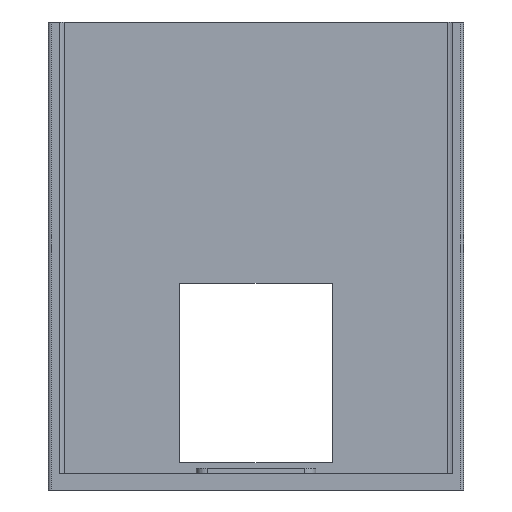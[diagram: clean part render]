
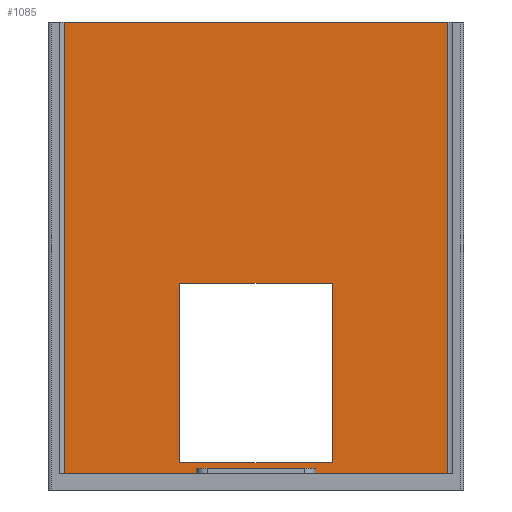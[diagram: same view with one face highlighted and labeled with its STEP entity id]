
A CAD part, front view. The second image highlights one B-rep face of the part: STEP entity #1085.
In plain terms, the highlighted planar face has unit normal (0, -1, 0).
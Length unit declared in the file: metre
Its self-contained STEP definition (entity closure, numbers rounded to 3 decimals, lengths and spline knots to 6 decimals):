
#109=ORIENTED_EDGE('',*,*,#435,.T.);
#110=ORIENTED_EDGE('',*,*,#436,.T.);
#111=ORIENTED_EDGE('',*,*,#437,.F.);
#112=ORIENTED_EDGE('',*,*,#438,.T.);
#113=ORIENTED_EDGE('',*,*,#439,.F.);
#114=ORIENTED_EDGE('',*,*,#440,.T.);
#115=ORIENTED_EDGE('',*,*,#441,.T.);
#116=ORIENTED_EDGE('',*,*,#442,.F.);
#435=EDGE_CURVE('',#598,#599,#698,.T.);
#436=EDGE_CURVE('',#599,#600,#699,.F.);
#437=EDGE_CURVE('',#601,#600,#700,.T.);
#438=EDGE_CURVE('',#601,#598,#701,.T.);
#439=EDGE_CURVE('',#602,#603,#702,.T.);
#440=EDGE_CURVE('',#602,#604,#703,.T.);
#441=EDGE_CURVE('',#604,#605,#704,.T.);
#442=EDGE_CURVE('',#603,#605,#705,.T.);
#598=VERTEX_POINT('',#1658);
#599=VERTEX_POINT('',#1659);
#600=VERTEX_POINT('',#1661);
#601=VERTEX_POINT('',#1663);
#602=VERTEX_POINT('',#1666);
#603=VERTEX_POINT('',#1667);
#604=VERTEX_POINT('',#1669);
#605=VERTEX_POINT('',#1671);
#698=LINE('',#1657,#815);
#699=LINE('',#1660,#816);
#700=LINE('',#1662,#817);
#701=LINE('',#1664,#818);
#702=LINE('',#1665,#819);
#703=LINE('',#1668,#820);
#704=LINE('',#1670,#821);
#705=LINE('',#1672,#822);
#815=VECTOR('',#1305,1.);
#816=VECTOR('',#1306,1.);
#817=VECTOR('',#1307,1.);
#818=VECTOR('',#1308,1.);
#819=VECTOR('',#1309,1.);
#820=VECTOR('',#1310,1.);
#821=VECTOR('',#1311,1.);
#822=VECTOR('',#1312,1.);
#916=EDGE_LOOP('',(#109,#110,#111,#112));
#917=EDGE_LOOP('',(#113,#114,#115,#116));
#983=FACE_BOUND('',#916,.T.);
#984=FACE_BOUND('',#917,.T.);
#1049=PLANE('',#1165);
#1085=ADVANCED_FACE('',(#983,#984),#1049,.F.);
#1165=AXIS2_PLACEMENT_3D('',#1656,#1303,#1304);
#1303=DIRECTION('',(0.,1.,0.));
#1304=DIRECTION('',(-1.,0.,0.));
#1305=DIRECTION('',(1.,0.,0.));
#1306=DIRECTION('',(0.,0.,-1.));
#1307=DIRECTION('',(1.,0.,0.));
#1308=DIRECTION('',(0.,0.,-1.));
#1309=DIRECTION('',(0.,0.,-1.));
#1310=DIRECTION('',(1.,0.,0.));
#1311=DIRECTION('',(0.,0.,-1.));
#1312=DIRECTION('',(1.,0.,0.));
#1656=CARTESIAN_POINT('',(0.,0.0386,0.172));
#1657=CARTESIAN_POINT('',(0.,0.0386,0.006));
#1658=CARTESIAN_POINT('',(-0.0705,0.0386,0.006));
#1659=CARTESIAN_POINT('',(0.0705,0.0386,0.006));
#1660=CARTESIAN_POINT('',(0.0705,0.0386,0.172));
#1661=CARTESIAN_POINT('',(0.0705,0.0386,0.172));
#1662=CARTESIAN_POINT('',(0.,0.0386,0.172));
#1663=CARTESIAN_POINT('',(-0.0705,0.0386,0.172));
#1664=CARTESIAN_POINT('',(-0.0705,0.0386,0.172));
#1665=CARTESIAN_POINT('',(-0.028,0.0386,0.172));
#1666=CARTESIAN_POINT('',(-0.028,0.0386,0.076));
#1667=CARTESIAN_POINT('',(-0.028,0.0386,0.01));
#1668=CARTESIAN_POINT('',(0.,0.0386,0.076));
#1669=CARTESIAN_POINT('',(0.028,0.0386,0.076));
#1670=CARTESIAN_POINT('',(0.028,0.0386,0.172));
#1671=CARTESIAN_POINT('',(0.028,0.0386,0.01));
#1672=CARTESIAN_POINT('',(0.,0.0386,0.01));
